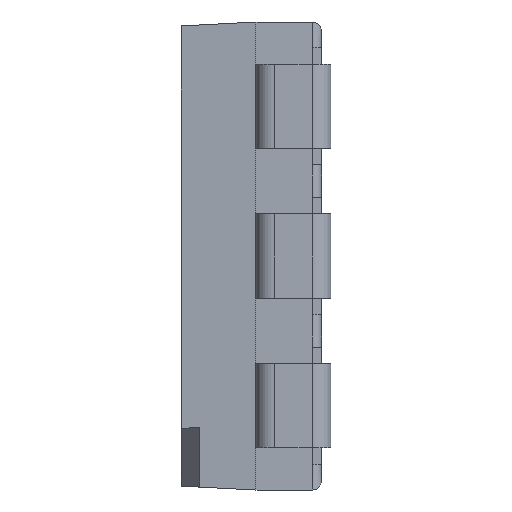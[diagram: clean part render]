
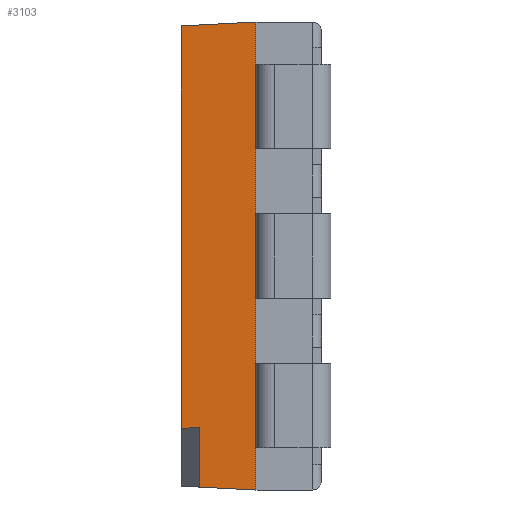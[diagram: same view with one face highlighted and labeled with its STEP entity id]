
A CAD part, left-side view. The second image highlights one B-rep face of the part: STEP entity #3103.
In plain terms, the highlighted planar face has unit normal (-0.999, 0.052, 0).
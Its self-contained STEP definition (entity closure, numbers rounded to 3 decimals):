
#35 = VECTOR ( 'NONE', #895, 1000. ) ;
#104 = DIRECTION ( 'NONE',  ( -0.052, -0.997, -0.052 ) ) ;
#126 = PLANE ( 'NONE',  #1869 ) ;
#136 = CARTESIAN_POINT ( 'NONE',  ( -2.458, 1.6, -1.842 ) ) ;
#171 = CARTESIAN_POINT ( 'NONE',  ( -2.5, 0.8, 2.5 ) ) ;
#201 = VERTEX_POINT ( 'NONE', #136 ) ;
#227 = EDGE_CURVE ( 'NONE', #1095, #1400, #2703, .T. ) ;
#300 = FACE_OUTER_BOUND ( 'NONE', #2600, .T. ) ;
#412 = CARTESIAN_POINT ( 'NONE',  ( -2.498, 0.836, -1.802 ) ) ;
#436 = DIRECTION ( 'NONE',  ( 0., 0., 1. ) ) ;
#507 = ORIENTED_EDGE ( 'NONE', *, *, #1215, .F. ) ;
#525 = LINE ( 'NONE', #412, #35 ) ;
#557 = VERTEX_POINT ( 'NONE', #2422 ) ;
#644 = VECTOR ( 'NONE', #2004, 1000. ) ;
#829 = CARTESIAN_POINT ( 'NONE',  ( -2.5, 0.8, -2.5 ) ) ;
#881 = EDGE_CURVE ( 'NONE', #201, #557, #525, .T. ) ;
#895 = DIRECTION ( 'NONE',  ( -0.052, -0.997, 0.052 ) ) ;
#946 = EDGE_CURVE ( 'NONE', #557, #3030, #1107, .T. ) ;
#1037 = CARTESIAN_POINT ( 'NONE',  ( -2.469, 1.4, -2.469 ) ) ;
#1095 = VERTEX_POINT ( 'NONE', #1208 ) ;
#1107 = LINE ( 'NONE', #2855, #1677 ) ;
#1161 = ORIENTED_EDGE ( 'NONE', *, *, #227, .T. ) ;
#1208 = CARTESIAN_POINT ( 'NONE',  ( -2.5, 0.8, -2.5 ) ) ;
#1215 = EDGE_CURVE ( 'NONE', #2411, #1400, #2178, .T. ) ;
#1242 = VECTOR ( 'NONE', #104, 1000. ) ;
#1371 = DIRECTION ( 'NONE',  ( -0.052, -0.999, 0. ) ) ;
#1400 = VERTEX_POINT ( 'NONE', #2346 ) ;
#1409 = ORIENTED_EDGE ( 'NONE', *, *, #946, .T. ) ;
#1479 = VECTOR ( 'NONE', #2492, 1000. ) ;
#1576 = ORIENTED_EDGE ( 'NONE', *, *, #2157, .F. ) ;
#1589 = DIRECTION ( 'NONE',  ( -0.999, 0.052, 0. ) ) ;
#1677 = VECTOR ( 'NONE', #3133, 1000. ) ;
#1785 = CARTESIAN_POINT ( 'NONE',  ( -2.458, 1.6, -2.5 ) ) ;
#1787 = ORIENTED_EDGE ( 'NONE', *, *, #881, .T. ) ;
#1824 = VECTOR ( 'NONE', #436, 1000. ) ;
#1861 = LINE ( 'NONE', #829, #1242 ) ;
#1869 = AXIS2_PLACEMENT_3D ( 'NONE', #3024, #1589, #1371 ) ;
#1990 = CARTESIAN_POINT ( 'NONE',  ( -2.458, 1.6, 2.458 ) ) ;
#2004 = DIRECTION ( 'NONE',  ( -0.052, -0.997, 0.052 ) ) ;
#2157 = EDGE_CURVE ( 'NONE', #201, #2411, #2663, .T. ) ;
#2178 = LINE ( 'NONE', #2522, #644 ) ;
#2346 = CARTESIAN_POINT ( 'NONE',  ( -2.5, 0.8, 2.5 ) ) ;
#2411 = VERTEX_POINT ( 'NONE', #1990 ) ;
#2422 = CARTESIAN_POINT ( 'NONE',  ( -2.469, 1.4, -1.831 ) ) ;
#2482 = EDGE_CURVE ( 'NONE', #3030, #1095, #1861, .T. ) ;
#2492 = DIRECTION ( 'NONE',  ( 0., 0., 1. ) ) ;
#2522 = CARTESIAN_POINT ( 'NONE',  ( -2.5, 0.8, 2.5 ) ) ;
#2596 = ORIENTED_EDGE ( 'NONE', *, *, #2482, .T. ) ;
#2600 = EDGE_LOOP ( 'NONE', ( #1576, #1787, #1409, #2596, #1161, #507 ) ) ;
#2663 = LINE ( 'NONE', #1785, #1479 ) ;
#2703 = LINE ( 'NONE', #171, #1824 ) ;
#2855 = CARTESIAN_POINT ( 'NONE',  ( -2.469, 1.4, -2.5 ) ) ;
#3024 = CARTESIAN_POINT ( 'NONE',  ( -2.5, 0.8, -2.5 ) ) ;
#3030 = VERTEX_POINT ( 'NONE', #1037 ) ;
#3103 = ADVANCED_FACE ( 'NONE', ( #300 ), #126, .T. ) ;
#3133 = DIRECTION ( 'NONE',  ( 0., 0., -1. ) ) ;
